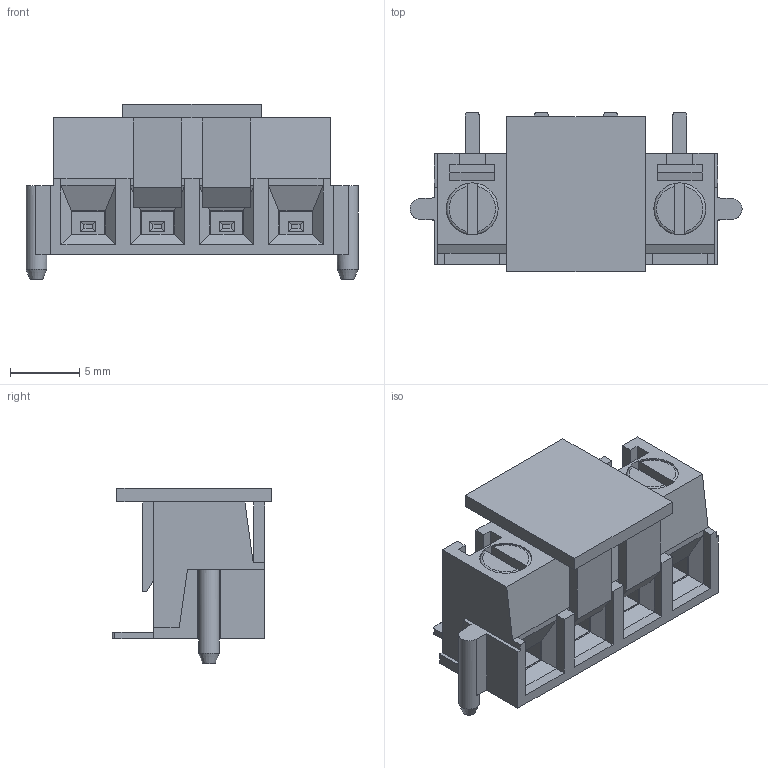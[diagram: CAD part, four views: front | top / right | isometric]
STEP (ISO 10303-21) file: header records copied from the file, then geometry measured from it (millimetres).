
FILE_DESCRIPTION(/* description */ ('Unknown'),/* implementation_level */ '2;1');
FILE_NAME(/* name */ '691709710304',/* time_stamp */ '2016-02-25T09:22:04+01:00',/* author */ ('Unknown'),/* organization */ ('Unknown'),/* preprocessor_version */ 'ST-DEVELOPER v16',/* originating_system */ 'DEX',/* authorisation */ $);
FILE_SCHEMA (('AUTOMOTIVE_DESIGN {1 0 10303 214 3 1 1}'));
Length unit declared in the file: millimetre
Products named in the file (6): 6917097103xx; 691709710304; 6917097103xx_CAGE; 6917097103xx_PIN; 6917097103xx_VIS; 6917097103xx_PAD
Assembly tree (14 placements, depth 2):
  6917097103xx
    691709710304
    6917097103xx_CAGE  x4
    6917097103xx_PIN  x4
    6917097103xx_VIS  x4
    6917097103xx_PAD
Bounding box: 24 x 11.55 x 12.7 mm (x, y, z)
Volume: 1231.3 mm3; surface area: 3306.8 mm2
Topology: 14 solids, 14 shells, 498 faces, 1302 edges, 836 vertices
Faces by surface type: plane 370, cylinder 98, torus 12, cone 10, bspline 8
Full cylindrical faces by diameter (mm): 1.5 x2, 2.4 x4, 2.9 x4, 3.75 x8
Entity records: 9602 total; most frequent: CARTESIAN_POINT 1772, ORIENTED_EDGE 1570, DIRECTION 1468, EDGE_CURVE 785, LINE 712, VECTOR 712, VERTEX_POINT 507, AXIS2_PLACEMENT_3D 378
